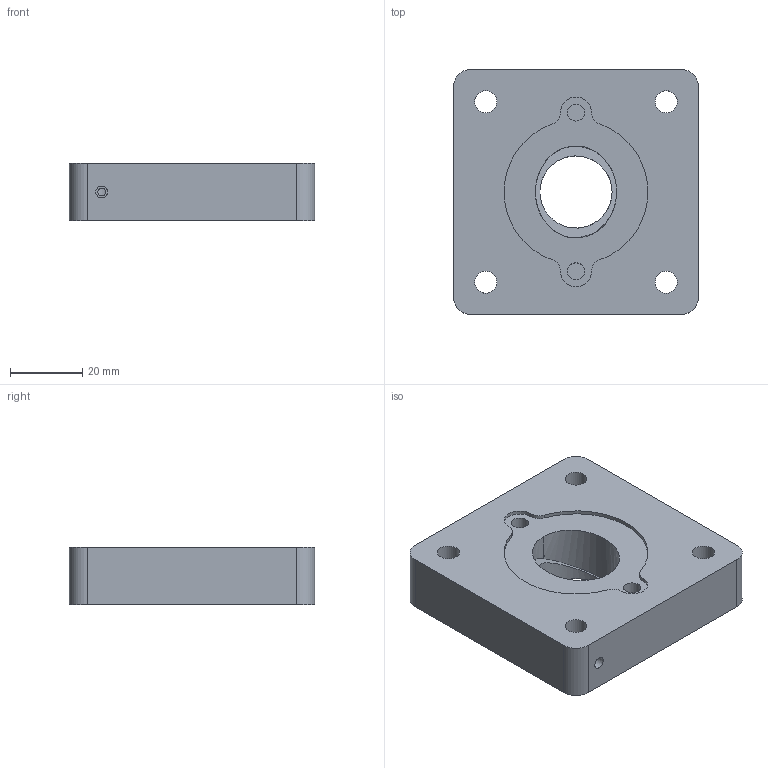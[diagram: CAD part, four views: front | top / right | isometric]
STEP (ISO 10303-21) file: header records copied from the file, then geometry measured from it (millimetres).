
FILE_DESCRIPTION(/* description */ (''),/* implementation_level */ '2;1');
FILE_NAME(/* name */ 'Assembly Atom Trap_Component227_v1.step',/* time_stamp */ '2024-02-15T15:49:37-05:00',/* author */ (''),/* organization */ (''),/* preprocessor_version */ 'ST-DEVELOPER v20',/* originating_system */ 'Autodesk Translation Framework v12.20.1.177',/* authorisation */ '');
FILE_SCHEMA (('AUTOMOTIVE_DESIGN { 1 0 10303 214 3 1 1 }'));
Length unit declared in the file: inch
Products named in the file (1): Assembly Atom Trap_Component227
Bounding box: 68 x 68 x 16 mm (x, y, z)
Volume: 64368.6 mm3; surface area: 15263.8 mm2
Topology: 1 solids, 1 shells, 39 faces, 96 edges, 65 vertices
Faces by surface type: cylinder 25, plane 12, bspline 2
Full cylindrical faces by diameter (mm): 2.2 x2, 3.3 x2, 4.72 x2, 6.1 x4, 20 x1
Entity records: 1332 total; most frequent: CARTESIAN_POINT 294, DIRECTION 225, ORIENTED_EDGE 192, EDGE_CURVE 96, AXIS2_PLACEMENT_3D 94, VERTEX_POINT 65, EDGE_LOOP 59, CIRCLE 49
